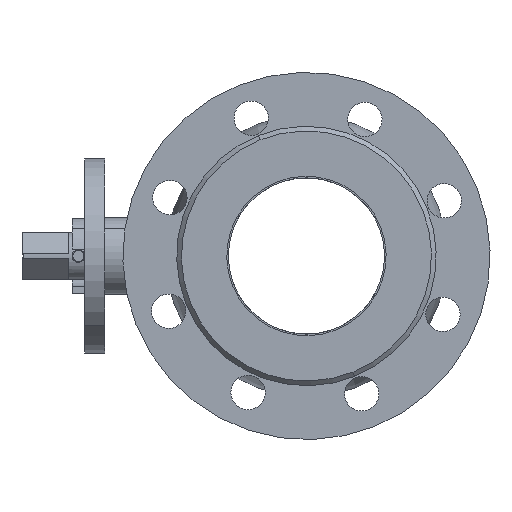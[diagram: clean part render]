
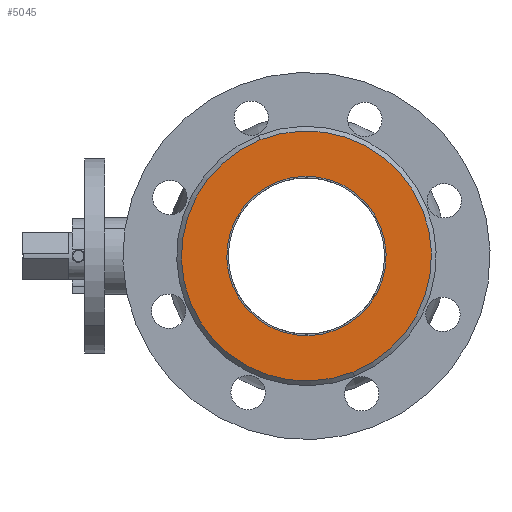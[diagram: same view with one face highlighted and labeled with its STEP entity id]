
A CAD part, left-side view. The second image highlights one B-rep face of the part: STEP entity #5045.
In plain terms, the highlighted face is planar.
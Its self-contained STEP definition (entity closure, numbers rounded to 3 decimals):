
#67 = FACE_OUTER_BOUND ( 'NONE', #1524, .T. ) ;
#143 = ORIENTED_EDGE ( 'NONE', *, *, #1138, .F. ) ;
#231 = CARTESIAN_POINT ( 'NONE',  ( -51., 0., 26. ) ) ;
#643 = DIRECTION ( 'NONE',  ( 1., 0., 0. ) ) ;
#835 = CARTESIAN_POINT ( 'NONE',  ( 0., 0., 26. ) ) ;
#1021 = DIRECTION ( 'NONE',  ( 1., 0., 0. ) ) ;
#1127 = CARTESIAN_POINT ( 'NONE',  ( 51., 0., 26. ) ) ;
#1136 = DIRECTION ( 'NONE',  ( 0., 0., 1. ) ) ;
#1138 = EDGE_CURVE ( 'NONE', #3568, #4282, #2368, .T. ) ;
#1274 = DIRECTION ( 'NONE',  ( 1., 0., 0. ) ) ;
#1374 = DIRECTION ( 'NONE',  ( 0., 0., 1. ) ) ;
#1524 = EDGE_LOOP ( 'NONE', ( #3456, #1652 ) ) ;
#1542 = EDGE_LOOP ( 'NONE', ( #1622, #143 ) ) ;
#1565 = AXIS2_PLACEMENT_3D ( 'NONE', #4039, #4891, #3057 ) ;
#1579 = DIRECTION ( 'NONE',  ( 0., 0., 1. ) ) ;
#1622 = ORIENTED_EDGE ( 'NONE', *, *, #4048, .F. ) ;
#1652 = ORIENTED_EDGE ( 'NONE', *, *, #3922, .T. ) ;
#1988 = PLANE ( 'NONE',  #3351 ) ;
#2009 = CIRCLE ( 'NONE', #5222, 80. ) ;
#2031 = CARTESIAN_POINT ( 'NONE',  ( -80., 0., 26. ) ) ;
#2049 = CARTESIAN_POINT ( 'NONE',  ( 0., 0., 26. ) ) ;
#2368 = CIRCLE ( 'NONE', #1565, 51. ) ;
#2594 = CARTESIAN_POINT ( 'NONE',  ( 0., 0., 26. ) ) ;
#2650 = CARTESIAN_POINT ( 'NONE',  ( 80., 0., 26. ) ) ;
#3057 = DIRECTION ( 'NONE',  ( 1., 0., 0. ) ) ;
#3224 = VERTEX_POINT ( 'NONE', #2031 ) ;
#3351 = AXIS2_PLACEMENT_3D ( 'NONE', #2049, #1579, #1021 ) ;
#3437 = FACE_BOUND ( 'NONE', #1542, .T. ) ;
#3456 = ORIENTED_EDGE ( 'NONE', *, *, #5490, .T. ) ;
#3568 = VERTEX_POINT ( 'NONE', #231 ) ;
#3922 = EDGE_CURVE ( 'NONE', #5125, #3224, #4963, .T. ) ;
#4039 = CARTESIAN_POINT ( 'NONE',  ( 0., 0., 26. ) ) ;
#4048 = EDGE_CURVE ( 'NONE', #4282, #3568, #5147, .T. ) ;
#4282 = VERTEX_POINT ( 'NONE', #1127 ) ;
#4545 = AXIS2_PLACEMENT_3D ( 'NONE', #4840, #1136, #643 ) ;
#4840 = CARTESIAN_POINT ( 'NONE',  ( 0., 0., 26. ) ) ;
#4880 = DIRECTION ( 'NONE',  ( 1., 0., 0. ) ) ;
#4891 = DIRECTION ( 'NONE',  ( 0., 0., 1. ) ) ;
#4963 = CIRCLE ( 'NONE', #5171, 80. ) ;
#5045 = ADVANCED_FACE ( 'NONE', ( #67, #3437 ), #1988, .T. ) ;
#5125 = VERTEX_POINT ( 'NONE', #2650 ) ;
#5147 = CIRCLE ( 'NONE', #4545, 51. ) ;
#5171 = AXIS2_PLACEMENT_3D ( 'NONE', #835, #1374, #1274 ) ;
#5222 = AXIS2_PLACEMENT_3D ( 'NONE', #2594, #5373, #4880 ) ;
#5373 = DIRECTION ( 'NONE',  ( 0., 0., 1. ) ) ;
#5490 = EDGE_CURVE ( 'NONE', #3224, #5125, #2009, .T. ) ;
